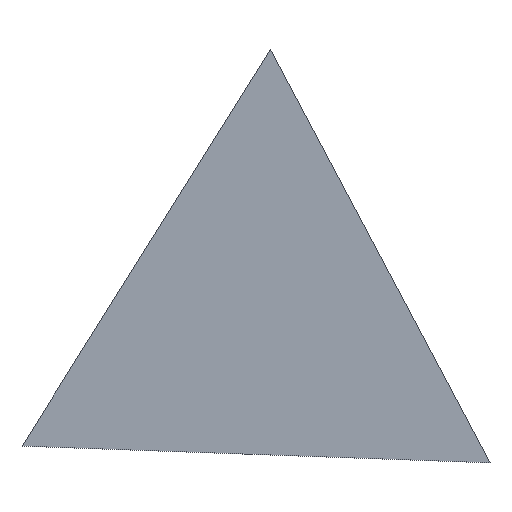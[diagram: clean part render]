
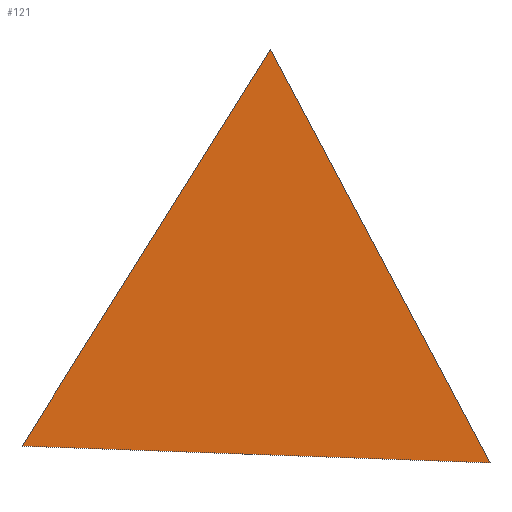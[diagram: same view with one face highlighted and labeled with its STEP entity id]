
A CAD part, top view. The second image highlights one B-rep face of the part: STEP entity #121.
In plain terms, the highlighted planar face has unit normal (0, 0, 1).
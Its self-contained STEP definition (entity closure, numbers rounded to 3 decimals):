
#24 = VERTEX_POINT('',#25);
#25 = CARTESIAN_POINT('',(41.847,15.558,2.));
#31 = EDGE_CURVE('',#24,#32,#34,.T.);
#32 = VERTEX_POINT('',#33);
#33 = CARTESIAN_POINT('',(18.405,59.722,2.));
#34 = LINE('',#35,#36);
#35 = CARTESIAN_POINT('',(41.847,15.558,2.));
#36 = VECTOR('',#37,1.);
#37 = DIRECTION('',(-0.469,0.883,0.));
#62 = EDGE_CURVE('',#32,#63,#65,.T.);
#63 = VERTEX_POINT('',#64);
#64 = CARTESIAN_POINT('',(-8.121,17.338,2.));
#65 = LINE('',#66,#67);
#66 = CARTESIAN_POINT('',(18.405,59.722,2.));
#67 = VECTOR('',#68,1.);
#68 = DIRECTION('',(-0.531,-0.848,0.));
#93 = EDGE_CURVE('',#63,#24,#94,.T.);
#94 = LINE('',#95,#96);
#95 = CARTESIAN_POINT('',(-8.121,17.338,2.));
#96 = VECTOR('',#97,1.);
#97 = DIRECTION('',(0.999,-0.036,0.));
#121 = ADVANCED_FACE('',(#122),#127,.T.);
#122 = FACE_BOUND('',#123,.T.);
#123 = EDGE_LOOP('',(#124,#125,#126));
#124 = ORIENTED_EDGE('',*,*,#31,.T.);
#125 = ORIENTED_EDGE('',*,*,#62,.T.);
#126 = ORIENTED_EDGE('',*,*,#93,.T.);
#127 = PLANE('',#128);
#128 = AXIS2_PLACEMENT_3D('',#129,#130,#131);
#129 = CARTESIAN_POINT('',(17.377,30.873,2.));
#130 = DIRECTION('',(0.,0.,1.));
#131 = DIRECTION('',(1.,0.,0.));
